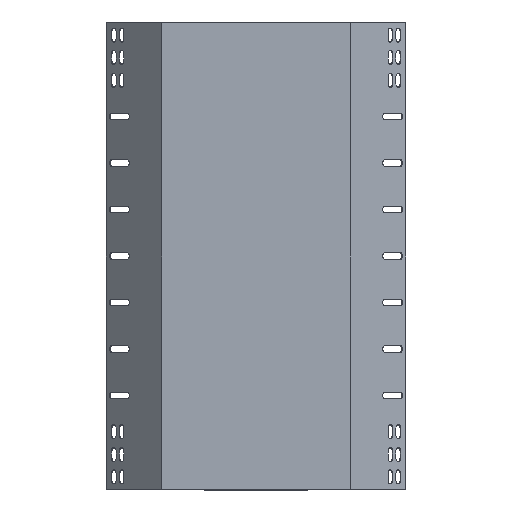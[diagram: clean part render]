
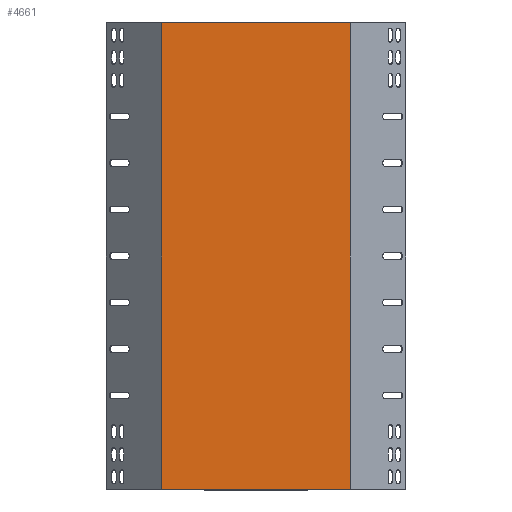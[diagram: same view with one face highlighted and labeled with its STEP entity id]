
A CAD part, front view. The second image highlights one B-rep face of the part: STEP entity #4661.
In plain terms, the highlighted planar face has unit normal (0, -1, 0).
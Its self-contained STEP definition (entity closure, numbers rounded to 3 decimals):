
#1634 = CARTESIAN_POINT ( 'NONE',  ( -124.253, -23.927, -275.8 ) ) ;
#1641 = DIRECTION ( 'NONE',  ( 1., 0., 0. ) ) ;
#1852 = VECTOR ( 'NONE', #1641, 1000. ) ;
#2212 = EDGE_LOOP ( 'NONE', ( #3424, #4530, #6302, #7599 ) ) ;
#2379 = DIRECTION ( 'NONE',  ( 0., 0., 1. ) ) ;
#2448 = EDGE_CURVE ( 'NONE', #6660, #4946, #10031, .T. ) ;
#3089 = VECTOR ( 'NONE', #6347, 1000. ) ;
#3242 = VECTOR ( 'NONE', #9686, 1000. ) ;
#3424 = ORIENTED_EDGE ( 'NONE', *, *, #7741, .T. ) ;
#3506 = VERTEX_POINT ( 'NONE', #4027 ) ;
#3531 = CARTESIAN_POINT ( 'NONE',  ( -123.349, -23.927, -275.8 ) ) ;
#3858 = DIRECTION ( 'NONE',  ( 0., 1., 0. ) ) ;
#3888 = DIRECTION ( 'NONE',  ( 0., 0., 1. ) ) ;
#3903 = CARTESIAN_POINT ( 'NONE',  ( 79.113, -23.927, -275.612 ) ) ;
#4027 = CARTESIAN_POINT ( 'NONE',  ( 79.113, -23.927, -275.8 ) ) ;
#4530 = ORIENTED_EDGE ( 'NONE', *, *, #4671, .T. ) ;
#4661 = ADVANCED_FACE ( 'NONE', ( #7463 ), #9476, .F. ) ;
#4671 = EDGE_CURVE ( 'NONE', #3506, #4946, #7981, .T. ) ;
#4717 = AXIS2_PLACEMENT_3D ( 'NONE', #6122, #3858, #3888 ) ;
#4946 = VERTEX_POINT ( 'NONE', #5219 ) ;
#5042 = LINE ( 'NONE', #1634, #3089 ) ;
#5219 = CARTESIAN_POINT ( 'NONE',  ( 79.113, -23.927, 225.8 ) ) ;
#6122 = CARTESIAN_POINT ( 'NONE',  ( -123.018, -23.927, 225. ) ) ;
#6302 = ORIENTED_EDGE ( 'NONE', *, *, #2448, .F. ) ;
#6347 = DIRECTION ( 'NONE',  ( 1., 0., 0. ) ) ;
#6605 = LINE ( 'NONE', #6999, #7106 ) ;
#6660 = VERTEX_POINT ( 'NONE', #9208 ) ;
#6732 = EDGE_CURVE ( 'NONE', #10098, #6660, #6605, .T. ) ;
#6999 = CARTESIAN_POINT ( 'NONE',  ( -123.349, -23.927, -275.612 ) ) ;
#7106 = VECTOR ( 'NONE', #2379, 1000. ) ;
#7463 = FACE_OUTER_BOUND ( 'NONE', #2212, .T. ) ;
#7599 = ORIENTED_EDGE ( 'NONE', *, *, #6732, .F. ) ;
#7741 = EDGE_CURVE ( 'NONE', #10098, #3506, #5042, .T. ) ;
#7962 = CARTESIAN_POINT ( 'NONE',  ( -124.253, -23.927, 225.8 ) ) ;
#7981 = LINE ( 'NONE', #3903, #3242 ) ;
#9208 = CARTESIAN_POINT ( 'NONE',  ( -123.349, -23.927, 225.8 ) ) ;
#9476 = PLANE ( 'NONE',  #4717 ) ;
#9686 = DIRECTION ( 'NONE',  ( 0., 0., 1. ) ) ;
#10031 = LINE ( 'NONE', #7962, #1852 ) ;
#10098 = VERTEX_POINT ( 'NONE', #3531 ) ;
